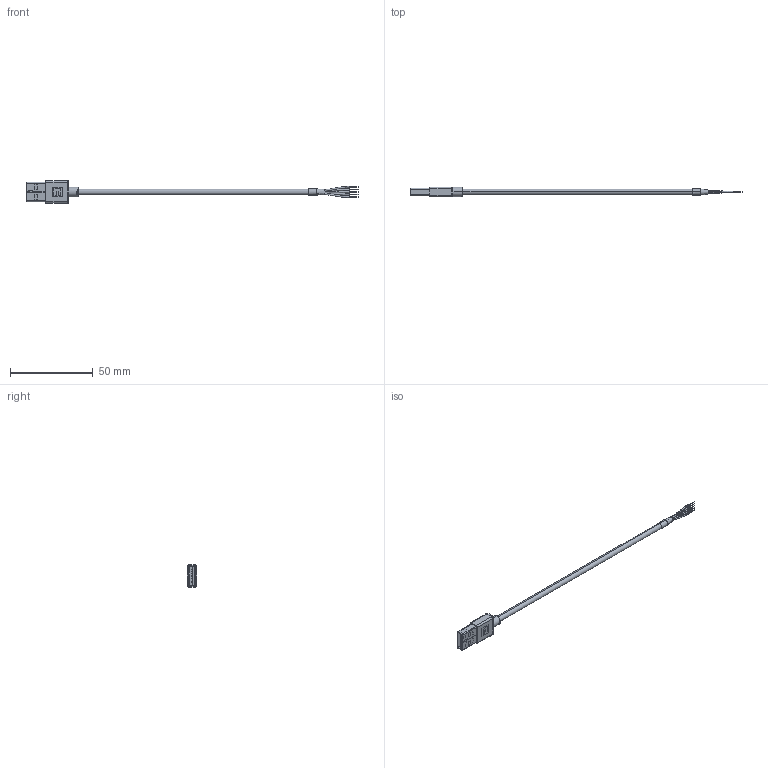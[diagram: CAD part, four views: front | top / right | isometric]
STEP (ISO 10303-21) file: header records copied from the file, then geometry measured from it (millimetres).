
FILE_DESCRIPTION (( 'STEP AP203' ), '1' );
FILE_NAME ('10-02334_revA.STEP', '2018-01-05T23:42:48', ( '' ), ( '' ), 'SwSTEP 2.0', 'SolidWorks 2015', '' );
FILE_SCHEMA (( 'CONFIG_CONTROL_DESIGN' ));
Length unit declared in the file: millimetre
Products named in the file (5): 50-00574; 10-02334_revA; 24-00210; 30-00088_stripped and tinned; 55-00073
Assembly tree (4 placements, depth 2):
  10-02334_revA
    30-00088_stripped and tinned
    24-00210
    50-00574
    55-00073
Bounding box: 201 x 5.93 x 13.5 mm (x, y, z)
Volume: 3195.8 mm3; surface area: 14533 mm2
Topology: 91 solids, 96 shells, 1219 faces, 2915 edges, 1925 vertices
Faces by surface type: plane 685, cylinder 386, bspline 54, cone 48, sphere 42, torus 4
Entity records: 38811 total; most frequent: CARTESIAN_POINT 9679, DIRECTION 5905, ORIENTED_EDGE 5830, EDGE_CURVE 2915, AXIS2_PLACEMENT_3D 2072, VERTEX_POINT 1925, LINE 1761, VECTOR 1761
